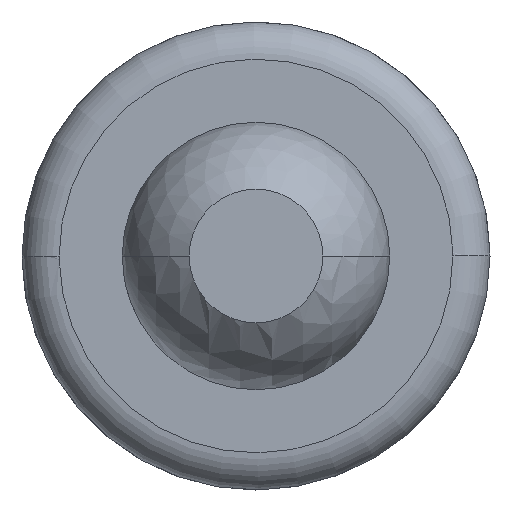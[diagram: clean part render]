
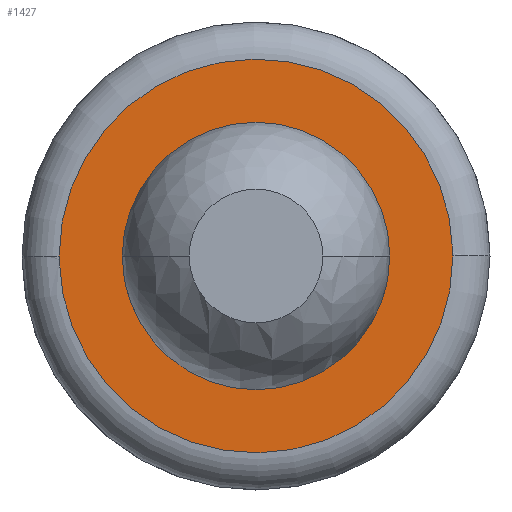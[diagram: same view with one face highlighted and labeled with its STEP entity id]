
A CAD part, front view. The second image highlights one B-rep face of the part: STEP entity #1427.
In plain terms, the highlighted planar face has unit normal (0, -1, 0).
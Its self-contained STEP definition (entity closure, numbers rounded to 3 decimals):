
#658=CARTESIAN_POINT('',(0.,15.3,0.));
#659=DIRECTION('',(0.,-1.,0.));
#660=DIRECTION('',(1.,0.,0.));
#661=AXIS2_PLACEMENT_3D('',#658,#659,#660);
#690=CARTESIAN_POINT('',(0.,15.3,0.));
#691=DIRECTION('',(0.,-1.,0.));
#692=DIRECTION('',(-1.,0.,0.));
#693=AXIS2_PLACEMENT_3D('',#690,#691,#692);
#713=CARTESIAN_POINT('',(0.,15.3,0.));
#714=DIRECTION('',(0.,1.,0.));
#715=DIRECTION('',(1.,0.,0.));
#716=AXIS2_PLACEMENT_3D('',#713,#714,#715);
#721=CARTESIAN_POINT('',(0.,15.3,0.));
#722=DIRECTION('',(0.,1.,0.));
#723=DIRECTION('',(-1.,0.,0.));
#724=AXIS2_PLACEMENT_3D('',#721,#722,#723);
#729=CARTESIAN_POINT('',(0.,15.3,0.));
#730=DIRECTION('',(0.,-1.,0.));
#731=DIRECTION('',(1.,0.,0.));
#732=AXIS2_PLACEMENT_3D('',#729,#730,#731);
#737=CARTESIAN_POINT('',(0.,15.3,0.));
#738=DIRECTION('',(0.,-1.,0.));
#739=DIRECTION('',(-1.,0.,0.));
#740=AXIS2_PLACEMENT_3D('',#737,#738,#739);
#960=CARTESIAN_POINT('',(2.65,15.3,0.));
#961=VERTEX_POINT('',#960);
#962=CARTESIAN_POINT('',(-2.65,15.3,0.));
#963=CARTESIAN_POINT('',(2.649,15.3,0.052));
#964=VERTEX_POINT('',#962);
#965=VERTEX_POINT('',#963);
#968=CARTESIAN_POINT('',(-2.649,15.3,-0.052));
#969=VERTEX_POINT('',#968);
#970=CARTESIAN_POINT('',(1.8,15.3,0.));
#971=CARTESIAN_POINT('',(-1.8,15.3,0.));
#972=VERTEX_POINT('',#970);
#973=VERTEX_POINT('',#971);
#1410=CARTESIAN_POINT('',(0.,15.3,0.));
#1411=DIRECTION('',(0.,-1.,0.));
#1412=DIRECTION('',(-1.,0.,0.));
#1413=AXIS2_PLACEMENT_3D('',#1410,#1411,#1412);
#1414=PLANE('',#1413);
#1415=ORIENTED_EDGE('',*,*,#1391,.T.);
#1416=ORIENTED_EDGE('',*,*,#1389,.F.);
#1417=ORIENTED_EDGE('',*,*,#1372,.T.);
#1418=ORIENTED_EDGE('',*,*,#1370,.F.);
#1419=EDGE_LOOP('',(#1415,#1416,#1417,#1418));
#1420=FACE_OUTER_BOUND('',#1419,.F.);
#1422=ORIENTED_EDGE('',*,*,#1421,.T.);
#1424=ORIENTED_EDGE('',*,*,#1423,.T.);
#1425=EDGE_LOOP('',(#1422,#1424));
#1426=FACE_BOUND('',#1425,.F.);
#1427=ADVANCED_FACE('',(#1420,#1426),#1414,.T.);
#662=CIRCLE('',#661,2.65);
#694=CIRCLE('',#693,2.65);
#717=CIRCLE('',#716,2.65);
#725=CIRCLE('',#724,2.65);
#733=CIRCLE('',#732,1.8);
#741=CIRCLE('',#740,1.8);
#1370=EDGE_CURVE('',#961,#965,#662,.T.);
#1372=EDGE_CURVE('',#964,#965,#725,.T.);
#1389=EDGE_CURVE('',#964,#969,#694,.T.);
#1391=EDGE_CURVE('',#961,#969,#717,.T.);
#1421=EDGE_CURVE('',#972,#973,#733,.T.);
#1423=EDGE_CURVE('',#973,#972,#741,.T.);
